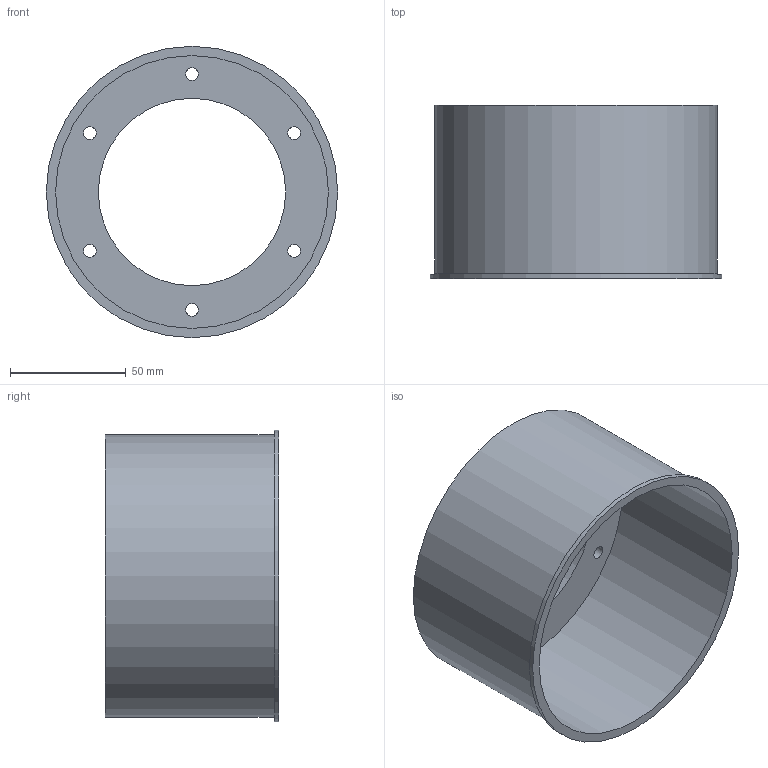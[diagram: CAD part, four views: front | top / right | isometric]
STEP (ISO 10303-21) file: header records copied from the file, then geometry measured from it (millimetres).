
FILE_DESCRIPTION(/* description */ (''),/* implementation_level */ '2;1');
FILE_NAME(/* name */ 'C .Replace - Face.stp',/* time_stamp */ '2025-12-22T15:49:50-05:00',/* author */ ('mayhe'),/* organization */ (''),/* preprocessor_version */ 'ST-DEVELOPER v20.1',/* originating_system */ 'Autodesk Inventor 2026',/* authorisation */ '');
FILE_SCHEMA (('AUTOMOTIVE_DESIGN { 1 0 10303 214 3 1 1 }'));
Length unit declared in the file: millimetre
Products named in the file (1): Face
Bounding box: 126 x 75 x 126 mm (x, y, z)
Volume: 103161.8 mm3; surface area: 71214.1 mm2
Topology: 1 solids, 1 shells, 526 faces, 1437 edges, 958 vertices
Faces by surface type: plane 267, bspline 249, cylinder 10
Full cylindrical faces by diameter (mm): 5.5 x6, 81 x1, 118 x1, 122 x1, 126 x1
Entity records: 17866 total; most frequent: CARTESIAN_POINT 6159, ORIENTED_EDGE 2874, DIRECTION 1515, EDGE_CURVE 1437, VERTEX_POINT 958, LINE 919, VECTOR 919, EDGE_LOOP 585
